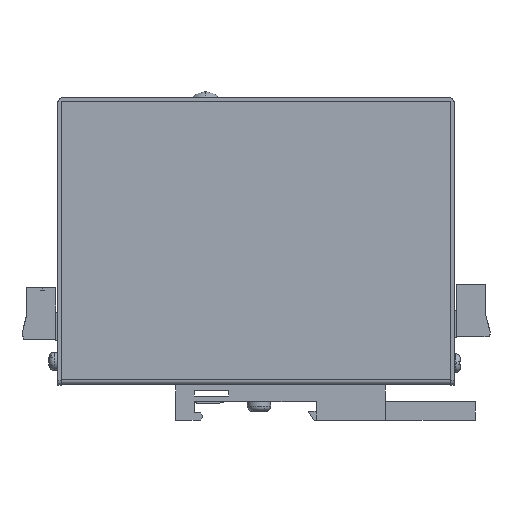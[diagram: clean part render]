
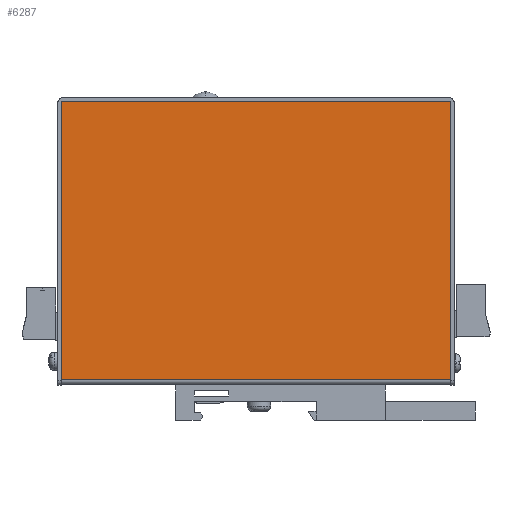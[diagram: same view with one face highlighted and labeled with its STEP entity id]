
A CAD part, left-side view. The second image highlights one B-rep face of the part: STEP entity #6287.
In plain terms, the highlighted planar face has unit normal (-1, 0, 0).
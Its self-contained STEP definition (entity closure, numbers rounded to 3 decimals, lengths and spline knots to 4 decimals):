
#3099 = VERTEX_POINT ( 'NONE', #22802 ) ;
#3106 = VERTEX_POINT ( 'NONE', #22858 ) ;
#3155 = EDGE_CURVE ( 'NONE', #3106, #3099, #22937, .T. ) ;
#6246 = EDGE_LOOP ( 'NONE', ( #6302, #6286, #6298, #6341, #6290, #6344 ) ) ;
#6284 = EDGE_CURVE ( 'NONE', #6294, #3106, #28936, .T. ) ;
#6286 = ORIENTED_EDGE ( 'NONE', *, *, #6288, .T. ) ;
#6287 = ADVANCED_FACE ( 'NONE', ( #28906 ), #28883, .T. ) ;
#6288 = EDGE_CURVE ( 'NONE', #15219, #3099, #28929, .T. ) ;
#6290 = ORIENTED_EDGE ( 'NONE', *, *, #6342, .F. ) ;
#6291 = VERTEX_POINT ( 'NONE', #28885 ) ;
#6294 = VERTEX_POINT ( 'NONE', #28921 ) ;
#6298 = ORIENTED_EDGE ( 'NONE', *, *, #3155, .F. ) ;
#6302 = ORIENTED_EDGE ( 'NONE', *, *, #15214, .F. ) ;
#6341 = ORIENTED_EDGE ( 'NONE', *, *, #6284, .F. ) ;
#6342 = EDGE_CURVE ( 'NONE', #6291, #6294, #28983, .T. ) ;
#6344 = ORIENTED_EDGE ( 'NONE', *, *, #6352, .F. ) ;
#6352 = EDGE_CURVE ( 'NONE', #15157, #6291, #29038, .T. ) ;
#15157 = VERTEX_POINT ( 'NONE', #35327 ) ;
#15214 = EDGE_CURVE ( 'NONE', #15219, #15157, #35411, .T. ) ;
#15219 = VERTEX_POINT ( 'NONE', #35413 ) ;
#22802 = CARTESIAN_POINT ( 'NONE',  ( -6.639, -2.215, -3.209 ) ) ;
#22858 = CARTESIAN_POINT ( 'NONE',  ( -6.639, -2.215, -0.06 ) ) ;
#22932 = DIRECTION ( 'NONE',  ( 0., 0., -1. ) ) ;
#22933 = VECTOR ( 'NONE', #22932, 39.3701 ) ;
#22934 = CARTESIAN_POINT ( 'NONE',  ( -6.639, -2.215, -0.06 ) ) ;
#22937 = LINE ( 'NONE', #22934, #22933 ) ;
#28879 = AXIS2_PLACEMENT_3D ( 'NONE', #28942, #28926, #28925 ) ;
#28883 = PLANE ( 'NONE',  #28879 ) ;
#28885 = CARTESIAN_POINT ( 'NONE',  ( -6.639, 2.195, -0.04 ) ) ;
#28906 = FACE_OUTER_BOUND ( 'NONE', #6246, .T. ) ;
#28921 = CARTESIAN_POINT ( 'NONE',  ( -6.639, -2.195, -0.04 ) ) ;
#28922 = DIRECTION ( 'NONE',  ( 0., -1., 0. ) ) ;
#28923 = VECTOR ( 'NONE', #28922, 39.3701 ) ;
#28925 = DIRECTION ( 'NONE',  ( 0., 0., -1. ) ) ;
#28926 = DIRECTION ( 'NONE',  ( -1., 0., 0. ) ) ;
#28928 = CARTESIAN_POINT ( 'NONE',  ( -6.639, -2.215, -3.209 ) ) ;
#28929 = LINE ( 'NONE', #28928, #28923 ) ;
#28932 = DIRECTION ( 'NONE',  ( 0., 0., -1. ) ) ;
#28933 = DIRECTION ( 'NONE',  ( 1., 0., 0. ) ) ;
#28934 = CARTESIAN_POINT ( 'NONE',  ( -6.639, -2.195, -0.06 ) ) ;
#28935 = AXIS2_PLACEMENT_3D ( 'NONE', #28934, #28933, #28932 ) ;
#28936 = CIRCLE ( 'NONE', #28935, 0.02 ) ;
#28942 = CARTESIAN_POINT ( 'NONE',  ( -6.639, 2.195, -0.06 ) ) ;
#28951 = CARTESIAN_POINT ( 'NONE',  ( -6.639, 2.195, -0.04 ) ) ;
#28975 = CARTESIAN_POINT ( 'NONE',  ( -6.639, 2.195, -0.06 ) ) ;
#28979 = DIRECTION ( 'NONE',  ( 0., -1., 0. ) ) ;
#28980 = VECTOR ( 'NONE', #28979, 39.3701 ) ;
#28983 = LINE ( 'NONE', #28951, #28980 ) ;
#29022 = DIRECTION ( 'NONE',  ( 0., 0., -1. ) ) ;
#29023 = DIRECTION ( 'NONE',  ( 1., 0., 0. ) ) ;
#29024 = AXIS2_PLACEMENT_3D ( 'NONE', #28975, #29023, #29022 ) ;
#29038 = CIRCLE ( 'NONE', #29024, 0.02 ) ;
#35327 = CARTESIAN_POINT ( 'NONE',  ( -6.639, 2.215, -0.06 ) ) ;
#35408 = DIRECTION ( 'NONE',  ( 0., 0., 1. ) ) ;
#35409 = VECTOR ( 'NONE', #35408, 39.3701 ) ;
#35410 = CARTESIAN_POINT ( 'NONE',  ( -6.639, 2.215, -4.57 ) ) ;
#35411 = LINE ( 'NONE', #35410, #35409 ) ;
#35413 = CARTESIAN_POINT ( 'NONE',  ( -6.639, 2.215, -3.209 ) ) ;
